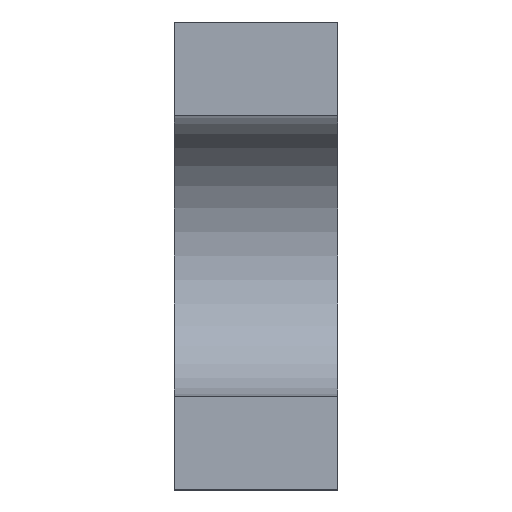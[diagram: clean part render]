
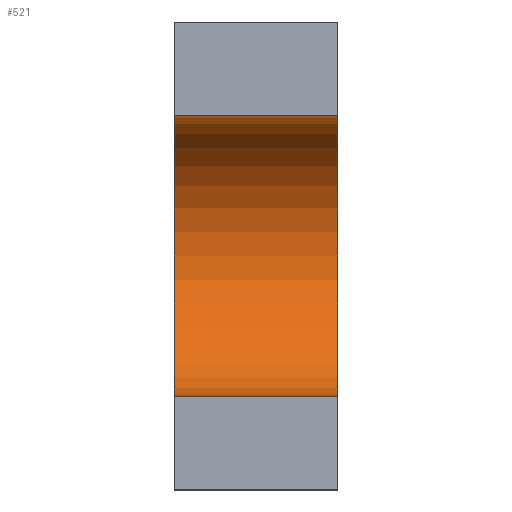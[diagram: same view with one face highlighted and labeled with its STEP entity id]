
A CAD part, left-side view. The second image highlights one B-rep face of the part: STEP entity #521.
In plain terms, the highlighted cylindrical face has radius 6 mm (diameter 12 mm), a partial arc.
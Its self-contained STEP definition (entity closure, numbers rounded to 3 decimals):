
#4 = CARTESIAN_POINT ( 'NONE',  ( -3.5, -3.5, 6. ) ) ;
#19 = CARTESIAN_POINT ( 'NONE',  ( -3.5, -3.5, 6. ) ) ;
#30 = CARTESIAN_POINT ( 'NONE',  ( -3.5, 3.5, -6. ) ) ;
#44 = ORIENTED_EDGE ( 'NONE', *, *, #442, .F. ) ;
#69 = EDGE_CURVE ( 'NONE', #981, #1273, #583, .T. ) ;
#90 = EDGE_CURVE ( 'NONE', #1085, #981, #430, .T. ) ;
#171 = FACE_OUTER_BOUND ( 'NONE', #454, .T. ) ;
#183 = CARTESIAN_POINT ( 'NONE',  ( -3.5, -3.5, -6. ) ) ;
#224 = LINE ( 'NONE', #19, #879 ) ;
#293 = DIRECTION ( 'NONE',  ( 0., 1., 0. ) ) ;
#303 = VERTEX_POINT ( 'NONE', #4 ) ;
#387 = ORIENTED_EDGE ( 'NONE', *, *, #69, .T. ) ;
#402 = CARTESIAN_POINT ( 'NONE',  ( -3.5, -3.5, -6. ) ) ;
#419 = ORIENTED_EDGE ( 'NONE', *, *, #90, .T. ) ;
#430 = LINE ( 'NONE', #402, #1342 ) ;
#442 = EDGE_CURVE ( 'NONE', #303, #1273, #224, .T. ) ;
#454 = EDGE_LOOP ( 'NONE', ( #387, #44, #525, #419 ) ) ;
#499 = DIRECTION ( 'NONE',  ( 0., 0., -1. ) ) ;
#501 = CARTESIAN_POINT ( 'NONE',  ( -3.5, -3.5, 0. ) ) ;
#521 = ADVANCED_FACE ( 'NONE', ( #171 ), #1197, .F. ) ;
#522 = AXIS2_PLACEMENT_3D ( 'NONE', #501, #1135, #907 ) ;
#525 = ORIENTED_EDGE ( 'NONE', *, *, #1163, .F. ) ;
#583 = CIRCLE ( 'NONE', #904, 6. ) ;
#763 = DIRECTION ( 'NONE',  ( 0., 1., 0. ) ) ;
#769 = CARTESIAN_POINT ( 'NONE',  ( -3.5, -3.5, 0. ) ) ;
#799 = AXIS2_PLACEMENT_3D ( 'NONE', #769, #975, #499 ) ;
#801 = CIRCLE ( 'NONE', #522, 6. ) ;
#807 = DIRECTION ( 'NONE',  ( 0., 1., 0. ) ) ;
#824 = CARTESIAN_POINT ( 'NONE',  ( -3.5, 3.5, 6. ) ) ;
#879 = VECTOR ( 'NONE', #763, 1000. ) ;
#904 = AXIS2_PLACEMENT_3D ( 'NONE', #1033, #807, #1019 ) ;
#907 = DIRECTION ( 'NONE',  ( 0., 0., -1. ) ) ;
#975 = DIRECTION ( 'NONE',  ( 0., 1., 0. ) ) ;
#981 = VERTEX_POINT ( 'NONE', #30 ) ;
#1019 = DIRECTION ( 'NONE',  ( 0., 0., -1. ) ) ;
#1033 = CARTESIAN_POINT ( 'NONE',  ( -3.5, 3.5, 0. ) ) ;
#1085 = VERTEX_POINT ( 'NONE', #183 ) ;
#1135 = DIRECTION ( 'NONE',  ( 0., 1., 0. ) ) ;
#1163 = EDGE_CURVE ( 'NONE', #1085, #303, #801, .T. ) ;
#1197 = CYLINDRICAL_SURFACE ( 'NONE', #799, 6. ) ;
#1273 = VERTEX_POINT ( 'NONE', #824 ) ;
#1342 = VECTOR ( 'NONE', #293, 1000. ) ;
